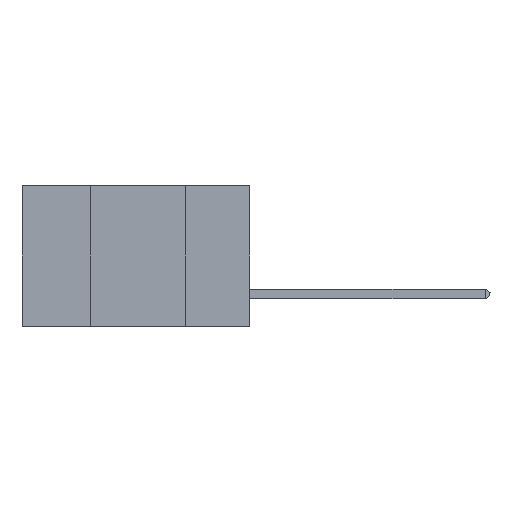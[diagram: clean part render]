
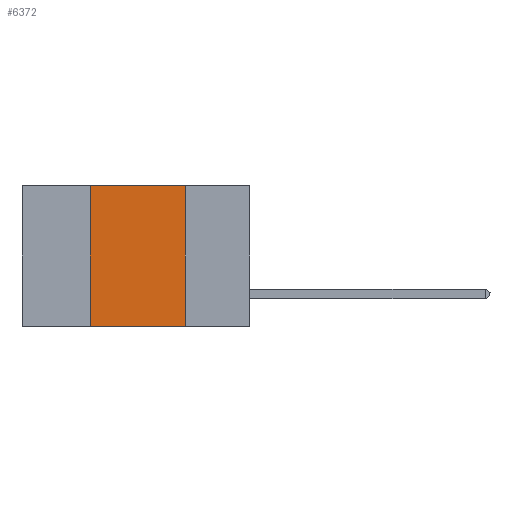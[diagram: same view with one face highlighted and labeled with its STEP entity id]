
A CAD part, left-side view. The second image highlights one B-rep face of the part: STEP entity #6372.
In plain terms, the highlighted planar face has unit normal (-1, 0, 0).
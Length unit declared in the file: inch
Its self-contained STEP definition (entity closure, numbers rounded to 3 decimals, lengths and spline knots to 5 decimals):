
#633 = VERTEX_POINT ( 'NONE', #1198 ) ;
#833 = DIRECTION ( 'NONE',  ( 1., 0., 0. ) ) ;
#1192 = EDGE_CURVE ( 'NONE', #633, #26017, #22801, .T. ) ;
#1198 = CARTESIAN_POINT ( 'NONE',  ( 0., 0.42, 0. ) ) ;
#1207 = EDGE_CURVE ( 'NONE', #26017, #22693, #18303, .T. ) ;
#1358 = VECTOR ( 'NONE', #35514, 39.37008 ) ;
#3214 = VECTOR ( 'NONE', #29995, 39.37008 ) ;
#3974 = ORIENTED_EDGE ( 'NONE', *, *, #1192, .F. ) ;
#4025 = DIRECTION ( 'NONE',  ( 0., 0., -1. ) ) ;
#6372 = ADVANCED_FACE ( 'NONE', ( #8716 ), #11482, .F. ) ;
#7467 = DIRECTION ( 'NONE',  ( 0., -1., 0. ) ) ;
#8716 = FACE_OUTER_BOUND ( 'NONE', #35131, .T. ) ;
#9867 = ORIENTED_EDGE ( 'NONE', *, *, #31677, .T. ) ;
#11482 = PLANE ( 'NONE',  #16908 ) ;
#13428 = VECTOR ( 'NONE', #4025, 39.37008 ) ;
#15641 = CARTESIAN_POINT ( 'NONE',  ( 0., 0.42, 0. ) ) ;
#16908 = AXIS2_PLACEMENT_3D ( 'NONE', #17257, #833, #29071 ) ;
#17257 = CARTESIAN_POINT ( 'NONE',  ( 0., 0.6, 0. ) ) ;
#18303 = LINE ( 'NONE', #35618, #13428 ) ;
#18879 = CARTESIAN_POINT ( 'NONE',  ( 0., 0.17, -0.37 ) ) ;
#21167 = CARTESIAN_POINT ( 'NONE',  ( 0., 0.42, -0.37 ) ) ;
#22420 = CARTESIAN_POINT ( 'NONE',  ( 0., 0.17, 0. ) ) ;
#22693 = VERTEX_POINT ( 'NONE', #18879 ) ;
#22801 = LINE ( 'NONE', #24150, #27766 ) ;
#24150 = CARTESIAN_POINT ( 'NONE',  ( 0., 0.6, 0. ) ) ;
#24292 = LINE ( 'NONE', #15641, #1358 ) ;
#24624 = EDGE_CURVE ( 'NONE', #32185, #633, #24292, .T. ) ;
#26017 = VERTEX_POINT ( 'NONE', #22420 ) ;
#27766 = VECTOR ( 'NONE', #7467, 39.37008 ) ;
#28326 = ORIENTED_EDGE ( 'NONE', *, *, #1207, .F. ) ;
#29071 = DIRECTION ( 'NONE',  ( 0., 0., -1. ) ) ;
#29995 = DIRECTION ( 'NONE',  ( 0., -1., 0. ) ) ;
#31677 = EDGE_CURVE ( 'NONE', #32185, #22693, #33891, .T. ) ;
#32185 = VERTEX_POINT ( 'NONE', #21167 ) ;
#33891 = LINE ( 'NONE', #35707, #3214 ) ;
#34633 = ORIENTED_EDGE ( 'NONE', *, *, #24624, .F. ) ;
#35131 = EDGE_LOOP ( 'NONE', ( #28326, #3974, #34633, #9867 ) ) ;
#35514 = DIRECTION ( 'NONE',  ( 0., 0., 1. ) ) ;
#35618 = CARTESIAN_POINT ( 'NONE',  ( 0., 0.17, 0. ) ) ;
#35707 = CARTESIAN_POINT ( 'NONE',  ( 0., 0.6, -0.37 ) ) ;
